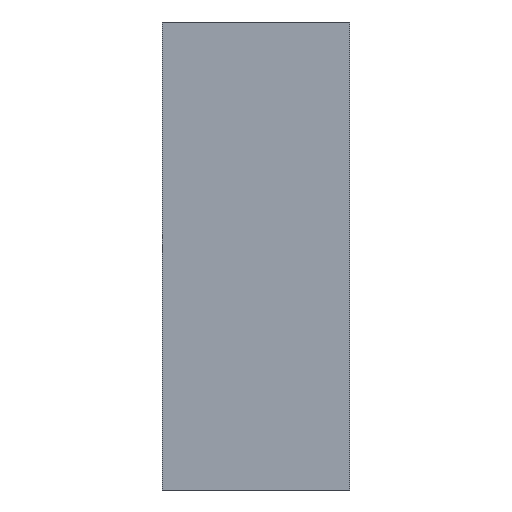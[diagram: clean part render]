
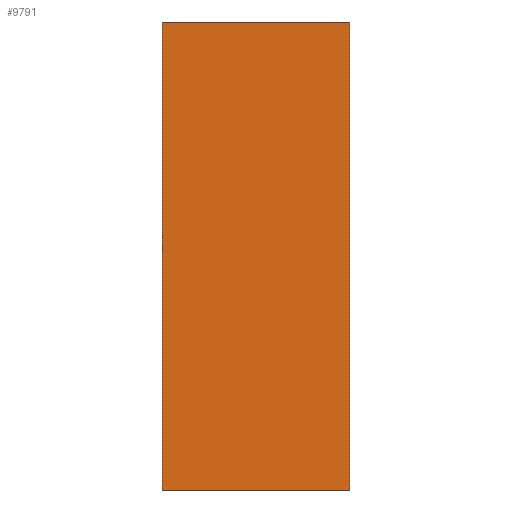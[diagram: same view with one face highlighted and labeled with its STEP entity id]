
A CAD part, left-side view. The second image highlights one B-rep face of the part: STEP entity #9791.
In plain terms, the highlighted planar face has unit normal (-1, 0, 0).
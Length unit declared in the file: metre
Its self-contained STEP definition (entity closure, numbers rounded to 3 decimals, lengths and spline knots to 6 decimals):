
#1683=ORIENTED_EDGE('',*,*,#4231,.T.);
#1684=ORIENTED_EDGE('',*,*,#3039,.F.);
#1685=ORIENTED_EDGE('',*,*,#4232,.F.);
#1686=ORIENTED_EDGE('',*,*,#3032,.T.);
#3032=EDGE_CURVE('',#4447,#4445,#5387,.T.);
#3039=EDGE_CURVE('',#4453,#4450,#5393,.T.);
#4231=EDGE_CURVE('',#4445,#4450,#6460,.T.);
#4232=EDGE_CURVE('',#4447,#4453,#6461,.T.);
#4445=VERTEX_POINT('',#12976);
#4447=VERTEX_POINT('',#12979);
#4450=VERTEX_POINT('',#12987);
#4453=VERTEX_POINT('',#12992);
#5387=LINE('',#12978,#6637);
#5393=LINE('',#12993,#6643);
#6460=LINE('',#15448,#7710);
#6461=LINE('',#15449,#7711);
#6637=VECTOR('',#10515,1.);
#6643=VECTOR('',#10525,1.);
#7710=VECTOR('',#12546,1.);
#7711=VECTOR('',#12547,1.);
#8238=EDGE_LOOP('',(#1683,#1684,#1685,#1686));
#8800=FACE_BOUND('',#8238,.T.);
#9358=PLANE('',#10376);
#9791=ADVANCED_FACE('',(#8800),#9358,.F.);
#10376=AXIS2_PLACEMENT_3D('',#15447,#12544,#12545);
#10515=DIRECTION('',(0.,1.,0.));
#10525=DIRECTION('',(0.,1.,0.));
#12544=DIRECTION('',(1.,0.,0.));
#12545=DIRECTION('',(0.,0.,-1.));
#12546=DIRECTION('',(0.,0.,-1.));
#12547=DIRECTION('',(0.,0.,-1.));
#12976=CARTESIAN_POINT('',(-0.0705,0.,0.025));
#12978=CARTESIAN_POINT('',(-0.0705,-0.02,0.025));
#12979=CARTESIAN_POINT('',(-0.0705,-0.02,0.025));
#12987=CARTESIAN_POINT('',(-0.0705,0.,-0.025));
#12992=CARTESIAN_POINT('',(-0.0705,-0.02,-0.025));
#12993=CARTESIAN_POINT('',(-0.0705,-0.02,-0.025));
#15447=CARTESIAN_POINT('',(-0.0705,-0.02,0.));
#15448=CARTESIAN_POINT('',(-0.0705,0.,0.));
#15449=CARTESIAN_POINT('',(-0.0705,-0.02,0.));
